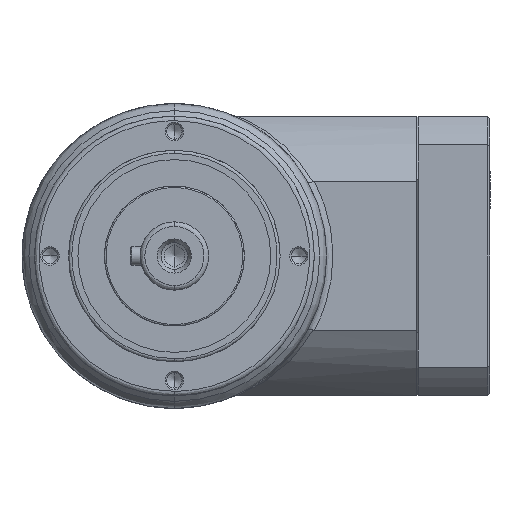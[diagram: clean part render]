
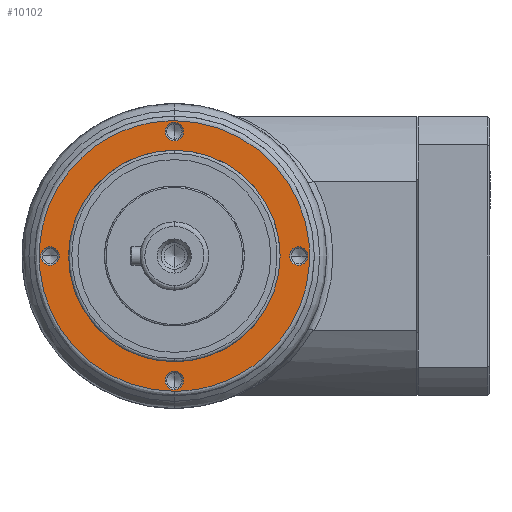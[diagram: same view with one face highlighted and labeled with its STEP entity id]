
A CAD part, left-side view. The second image highlights one B-rep face of the part: STEP entity #10102.
In plain terms, the highlighted face is planar.
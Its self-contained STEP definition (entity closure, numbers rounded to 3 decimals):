
#495 = CARTESIAN_POINT ( 'NONE',  ( -44., 0., -34. ) ) ;
#522 = ORIENTED_EDGE ( 'NONE', *, *, #7032, .T. ) ;
#582 = EDGE_LOOP ( 'NONE', ( #1037, #12299 ) ) ;
#725 = CARTESIAN_POINT ( 'NONE',  ( -44., 40., 2.958 ) ) ;
#1013 = EDGE_CURVE ( 'NONE', #13448, #8742, #13043, .T. ) ;
#1037 = ORIENTED_EDGE ( 'NONE', *, *, #1744, .T. ) ;
#1123 = CARTESIAN_POINT ( 'NONE',  ( -44., 0., -43.5 ) ) ;
#1509 = EDGE_CURVE ( 'NONE', #2774, #18931, #14757, .T. ) ;
#1579 = EDGE_CURVE ( 'NONE', #17807, #20542, #13805, .T. ) ;
#1644 = EDGE_CURVE ( 'NONE', #7291, #14603, #13344, .T. ) ;
#1744 = EDGE_CURVE ( 'NONE', #18723, #8605, #17703, .T. ) ;
#1804 = EDGE_CURVE ( 'NONE', #20547, #17810, #6789, .T. ) ;
#2774 = VERTEX_POINT ( 'NONE', #12624 ) ;
#2871 = CARTESIAN_POINT ( 'NONE',  ( -44., 0., 0. ) ) ;
#3122 = FACE_BOUND ( 'NONE', #17832, .T. ) ;
#3559 = ORIENTED_EDGE ( 'NONE', *, *, #1644, .T. ) ;
#3718 = AXIS2_PLACEMENT_3D ( 'NONE', #2871, #13556, #4421 ) ;
#3937 = DIRECTION ( 'NONE',  ( 0., 0., -1. ) ) ;
#3962 = DIRECTION ( 'NONE',  ( -1., 0., 0. ) ) ;
#4027 = CARTESIAN_POINT ( 'NONE',  ( -44., 0., -40. ) ) ;
#4126 = CARTESIAN_POINT ( 'NONE',  ( -44., -40., 2.958 ) ) ;
#4140 = ORIENTED_EDGE ( 'NONE', *, *, #1013, .F. ) ;
#4336 = AXIS2_PLACEMENT_3D ( 'NONE', #4027, #3962, #3937 ) ;
#4360 = AXIS2_PLACEMENT_3D ( 'NONE', #7990, #8412, #8489 ) ;
#4421 = DIRECTION ( 'NONE',  ( 0., 0., -1. ) ) ;
#4781 = AXIS2_PLACEMENT_3D ( 'NONE', #15567, #15496, #14517 ) ;
#5104 = ORIENTED_EDGE ( 'NONE', *, *, #7069, .T. ) ;
#5833 = PLANE ( 'NONE',  #3718 ) ;
#6294 = EDGE_LOOP ( 'NONE', ( #3559, #522 ) ) ;
#6302 = EDGE_LOOP ( 'NONE', ( #11875, #5104 ) ) ;
#6400 = DIRECTION ( 'NONE',  ( 0., 0., -1. ) ) ;
#6465 = DIRECTION ( 'NONE',  ( -1., 0., 0. ) ) ;
#6665 = CARTESIAN_POINT ( 'NONE',  ( -44., -40., 0. ) ) ;
#6789 = CIRCLE ( 'NONE', #18726, 2.958 ) ;
#6950 = CARTESIAN_POINT ( 'NONE',  ( -44., 0., 34. ) ) ;
#6997 = EDGE_CURVE ( 'NONE', #17810, #20547, #19867, .T. ) ;
#7023 = EDGE_CURVE ( 'NONE', #8605, #18723, #15461, .T. ) ;
#7032 = EDGE_CURVE ( 'NONE', #14603, #7291, #11244, .T. ) ;
#7061 = EDGE_CURVE ( 'NONE', #20542, #17807, #9495, .T. ) ;
#7069 = EDGE_CURVE ( 'NONE', #18931, #2774, #7271, .T. ) ;
#7131 = EDGE_CURVE ( 'NONE', #8742, #13448, #13165, .T. ) ;
#7271 = CIRCLE ( 'NONE', #9246, 2.958 ) ;
#7291 = VERTEX_POINT ( 'NONE', #6950 ) ;
#7345 = ORIENTED_EDGE ( 'NONE', *, *, #1579, .T. ) ;
#7990 = CARTESIAN_POINT ( 'NONE',  ( -44., 0., 0. ) ) ;
#8025 = CARTESIAN_POINT ( 'NONE',  ( -44., 0., -43.5 ) ) ;
#8028 = CARTESIAN_POINT ( 'NONE',  ( -44., 87., -43.5 ) ) ;
#8054 = CARTESIAN_POINT ( 'NONE',  ( -44., -87., -43.5 ) ) ;
#8164 = DIRECTION ( 'NONE',  ( 0., 0., -1. ) ) ;
#8168 = DIRECTION ( 'NONE',  ( -1., 0., 0. ) ) ;
#8187 = CARTESIAN_POINT ( 'NONE',  ( -44., 0., 40. ) ) ;
#8193 = CARTESIAN_POINT ( 'NONE',  ( -44., 87., 43.5 ) ) ;
#8221 = CARTESIAN_POINT ( 'NONE',  ( -44., 0., 43.5 ) ) ;
#8233 = DIRECTION ( 'NONE',  ( 0., 0., -1. ) ) ;
#8241 = DIRECTION ( 'NONE',  ( -1., 0., 0. ) ) ;
#8268 = CARTESIAN_POINT ( 'NONE',  ( -44., 0., -40. ) ) ;
#8412 = DIRECTION ( 'NONE',  ( -1., 0., 0. ) ) ;
#8489 = DIRECTION ( 'NONE',  ( 0., 0., 1. ) ) ;
#8567 = DIRECTION ( 'NONE',  ( 0., 0., 1. ) ) ;
#8605 = VERTEX_POINT ( 'NONE', #725 ) ;
#8610 = DIRECTION ( 'NONE',  ( -1., 0., 0. ) ) ;
#8634 = CARTESIAN_POINT ( 'NONE',  ( -44., 0., 0. ) ) ;
#8704 = DIRECTION ( 'NONE',  ( 0., 0., -1. ) ) ;
#8736 = DIRECTION ( 'NONE',  ( -1., 0., 0. ) ) ;
#8742 = VERTEX_POINT ( 'NONE', #20319 ) ;
#8782 = CARTESIAN_POINT ( 'NONE',  ( -44., 40., 0. ) ) ;
#8837 = DIRECTION ( 'NONE',  ( 0., 0., -1. ) ) ;
#8868 = DIRECTION ( 'NONE',  ( -1., 0., 0. ) ) ;
#8886 = CARTESIAN_POINT ( 'NONE',  ( -44., -40., 0. ) ) ;
#8924 = ORIENTED_EDGE ( 'NONE', *, *, #7061, .T. ) ;
#8998 = AXIS2_PLACEMENT_3D ( 'NONE', #9749, #9677, #9551 ) ;
#9246 = AXIS2_PLACEMENT_3D ( 'NONE', #8187, #8168, #8164 ) ;
#9345 = AXIS2_PLACEMENT_3D ( 'NONE', #8268, #8241, #8233 ) ;
#9495 = CIRCLE ( 'NONE', #9345, 2.958 ) ;
#9551 = DIRECTION ( 'NONE',  ( 0., 0., -1. ) ) ;
#9631 = AXIS2_PLACEMENT_3D ( 'NONE', #8634, #8610, #8567 ) ;
#9677 = DIRECTION ( 'NONE',  ( -1., 0., 0. ) ) ;
#9723 = AXIS2_PLACEMENT_3D ( 'NONE', #8782, #8736, #8704 ) ;
#9726 = AXIS2_PLACEMENT_3D ( 'NONE', #8886, #8868, #8837 ) ;
#9749 = CARTESIAN_POINT ( 'NONE',  ( -44., 0., 40. ) ) ;
#10102 = ADVANCED_FACE ( 'NONE', ( #11226, #3122, #20348, #19331, #14935, #10794 ), #5833, .T. ) ;
#10691 = EDGE_LOOP ( 'NONE', ( #15409, #4140 ) ) ;
#10794 = FACE_BOUND ( 'NONE', #11434, .T. ) ;
#11060 = CARTESIAN_POINT ( 'NONE',  ( -44., 0., 43.5 ) ) ;
#11226 = FACE_BOUND ( 'NONE', #6302, .T. ) ;
#11244 = CIRCLE ( 'NONE', #9631, 34. ) ;
#11324 = CARTESIAN_POINT ( 'NONE',  ( -44., 40., -2.958 ) ) ;
#11434 = EDGE_LOOP ( 'NONE', ( #17190, #17352 ) ) ;
#11875 = ORIENTED_EDGE ( 'NONE', *, *, #1509, .T. ) ;
#12299 = ORIENTED_EDGE ( 'NONE', *, *, #7023, .T. ) ;
#12483 = CARTESIAN_POINT ( 'NONE',  ( -44., 0., -43.5 ) ) ;
#12624 = CARTESIAN_POINT ( 'NONE',  ( -44., 0., 37.042 ) ) ;
#13043 =( BOUNDED_CURVE ( )  B_SPLINE_CURVE ( 3, ( #12483, #8054, #14795, #11060 ),
 .UNSPECIFIED., .F., .F. ) 
 B_SPLINE_CURVE_WITH_KNOTS ( ( 4, 4 ),
 ( 0., 0.5 ),
 .UNSPECIFIED. ) 
 CURVE ( )  GEOMETRIC_REPRESENTATION_ITEM ( )  RATIONAL_B_SPLINE_CURVE ( ( 1., 0.333, 0.333, 1. ) ) 
 REPRESENTATION_ITEM ( '' )  );
#13165 =( BOUNDED_CURVE ( )  B_SPLINE_CURVE ( 3, ( #8221, #8193, #8028, #8025 ),
 .UNSPECIFIED., .F., .F. ) 
 B_SPLINE_CURVE_WITH_KNOTS ( ( 4, 4 ),
 ( 0.5, 1. ),
 .UNSPECIFIED. ) 
 CURVE ( )  GEOMETRIC_REPRESENTATION_ITEM ( )  RATIONAL_B_SPLINE_CURVE ( ( 1., 0.333, 0.333, 1. ) ) 
 REPRESENTATION_ITEM ( '' )  );
#13218 = CARTESIAN_POINT ( 'NONE',  ( -44., 0., -42.958 ) ) ;
#13344 = CIRCLE ( 'NONE', #4360, 34. ) ;
#13448 = VERTEX_POINT ( 'NONE', #1123 ) ;
#13556 = DIRECTION ( 'NONE',  ( 1., 0., 0. ) ) ;
#13805 = CIRCLE ( 'NONE', #4336, 2.958 ) ;
#14517 = DIRECTION ( 'NONE',  ( 0., 0., -1. ) ) ;
#14603 = VERTEX_POINT ( 'NONE', #495 ) ;
#14757 = CIRCLE ( 'NONE', #8998, 2.958 ) ;
#14795 = CARTESIAN_POINT ( 'NONE',  ( -44., -87., 43.5 ) ) ;
#14935 = FACE_BOUND ( 'NONE', #582, .T. ) ;
#15409 = ORIENTED_EDGE ( 'NONE', *, *, #7131, .F. ) ;
#15461 = CIRCLE ( 'NONE', #9723, 2.958 ) ;
#15496 = DIRECTION ( 'NONE',  ( -1., 0., 0. ) ) ;
#15567 = CARTESIAN_POINT ( 'NONE',  ( -44., 40., 0. ) ) ;
#16164 = CARTESIAN_POINT ( 'NONE',  ( -44., 0., -37.042 ) ) ;
#16496 = CARTESIAN_POINT ( 'NONE',  ( -44., 0., 42.958 ) ) ;
#17190 = ORIENTED_EDGE ( 'NONE', *, *, #1804, .T. ) ;
#17352 = ORIENTED_EDGE ( 'NONE', *, *, #6997, .T. ) ;
#17703 = CIRCLE ( 'NONE', #4781, 2.958 ) ;
#17807 = VERTEX_POINT ( 'NONE', #13218 ) ;
#17810 = VERTEX_POINT ( 'NONE', #4126 ) ;
#17832 = EDGE_LOOP ( 'NONE', ( #7345, #8924 ) ) ;
#17850 = CARTESIAN_POINT ( 'NONE',  ( -44., -40., -2.958 ) ) ;
#18723 = VERTEX_POINT ( 'NONE', #11324 ) ;
#18726 = AXIS2_PLACEMENT_3D ( 'NONE', #6665, #6465, #6400 ) ;
#18931 = VERTEX_POINT ( 'NONE', #16496 ) ;
#19331 = FACE_BOUND ( 'NONE', #6294, .T. ) ;
#19867 = CIRCLE ( 'NONE', #9726, 2.958 ) ;
#20319 = CARTESIAN_POINT ( 'NONE',  ( -44., 0., 43.5 ) ) ;
#20348 = FACE_OUTER_BOUND ( 'NONE', #10691, .T. ) ;
#20542 = VERTEX_POINT ( 'NONE', #16164 ) ;
#20547 = VERTEX_POINT ( 'NONE', #17850 ) ;
